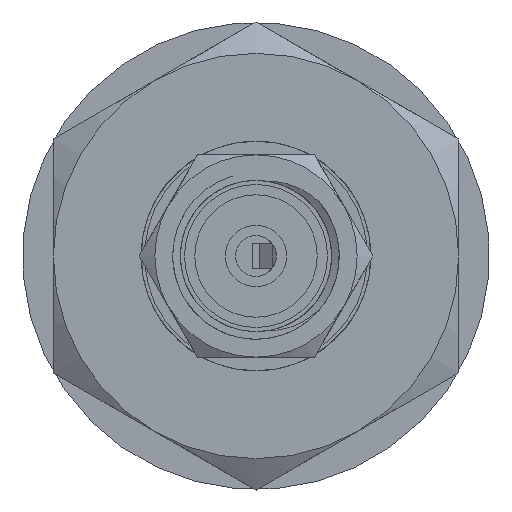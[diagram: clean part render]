
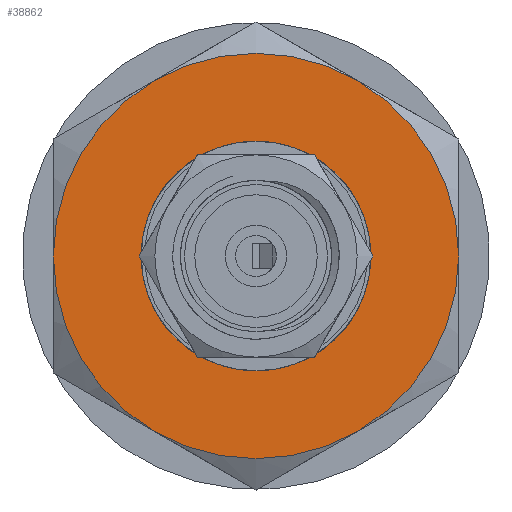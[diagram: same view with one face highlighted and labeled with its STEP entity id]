
A CAD part, left-side view. The second image highlights one B-rep face of the part: STEP entity #38862.
In plain terms, the highlighted planar face has unit normal (-1, 0, 0).
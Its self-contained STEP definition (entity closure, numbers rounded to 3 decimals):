
#2209 = PLANE ( 'NONE',  #138840 ) ;
#6553 = CIRCLE ( 'NONE', #65926, 3.969 ) ;
#8104 = DIRECTION ( 'NONE',  ( 0., 1., 0. ) ) ;
#11602 = CARTESIAN_POINT ( 'NONE',  ( 12.7, 0., 0. ) ) ;
#19578 = DIRECTION ( 'NONE',  ( 0., 1., 0. ) ) ;
#21804 = CARTESIAN_POINT ( 'NONE',  ( 12.7, -3.969, 0. ) ) ;
#22702 = AXIS2_PLACEMENT_3D ( 'NONE', #37458, #52222, #38039 ) ;
#22910 = DIRECTION ( 'NONE',  ( 1., 0., 0. ) ) ;
#27087 = CARTESIAN_POINT ( 'NONE',  ( 12.7, -1.984, 3.437 ) ) ;
#30210 = CARTESIAN_POINT ( 'NONE',  ( 12.7, -1.422, 0. ) ) ;
#35430 = AXIS2_PLACEMENT_3D ( 'NONE', #101597, #61101, #8104 ) ;
#37010 = CARTESIAN_POINT ( 'NONE',  ( 12.7, -1.984, -3.437 ) ) ;
#37458 = CARTESIAN_POINT ( 'NONE',  ( 12.7, 0., 0. ) ) ;
#37792 = ORIENTED_EDGE ( 'NONE', *, *, #44537, .T. ) ;
#38039 = DIRECTION ( 'NONE',  ( 0., 1., 0. ) ) ;
#38862 = ADVANCED_FACE ( 'NONE', ( #67437, #143102 ), #2209, .F. ) ;
#41671 = DIRECTION ( 'NONE',  ( 0., 1., 0. ) ) ;
#44175 = VERTEX_POINT ( 'NONE', #27087 ) ;
#44438 = CARTESIAN_POINT ( 'NONE',  ( 12.7, 1.984, -3.437 ) ) ;
#44537 = EDGE_CURVE ( 'NONE', #160551, #44175, #173392, .T. ) ;
#45990 = EDGE_CURVE ( 'NONE', #150066, #55627, #89192, .T. ) ;
#47082 = ORIENTED_EDGE ( 'NONE', *, *, #50124, .T. ) ;
#50124 = EDGE_CURVE ( 'NONE', #55627, #150066, #115868, .T. ) ;
#52222 = DIRECTION ( 'NONE',  ( 1., 0., 0. ) ) ;
#55627 = VERTEX_POINT ( 'NONE', #30210 ) ;
#60731 = AXIS2_PLACEMENT_3D ( 'NONE', #114324, #102621, #115472 ) ;
#61101 = DIRECTION ( 'NONE',  ( 1., 0., 0. ) ) ;
#62420 = DIRECTION ( 'NONE',  ( 1., 0., 0. ) ) ;
#63070 = EDGE_CURVE ( 'NONE', #172148, #168964, #114223, .T. ) ;
#63358 = AXIS2_PLACEMENT_3D ( 'NONE', #11602, #105620, #109056 ) ;
#64656 = ORIENTED_EDGE ( 'NONE', *, *, #168155, .F. ) ;
#65926 = AXIS2_PLACEMENT_3D ( 'NONE', #153482, #100073, #19578 ) ;
#67437 = FACE_BOUND ( 'NONE', #161898, .T. ) ;
#72440 = ORIENTED_EDGE ( 'NONE', *, *, #109648, .F. ) ;
#78028 = ORIENTED_EDGE ( 'NONE', *, *, #63070, .F. ) ;
#88992 = DIRECTION ( 'NONE',  ( 0., 1., 0. ) ) ;
#89192 = CIRCLE ( 'NONE', #111854, 1.422 ) ;
#90744 = ORIENTED_EDGE ( 'NONE', *, *, #45990, .T. ) ;
#93476 = EDGE_CURVE ( 'NONE', #168964, #94882, #164374, .T. ) ;
#94111 = CIRCLE ( 'NONE', #35430, 3.969 ) ;
#94882 = VERTEX_POINT ( 'NONE', #127784 ) ;
#100073 = DIRECTION ( 'NONE',  ( 1., 0., 0. ) ) ;
#101597 = CARTESIAN_POINT ( 'NONE',  ( 12.7, 0., 0. ) ) ;
#102421 = EDGE_CURVE ( 'NONE', #94882, #44175, #94111, .T. ) ;
#102621 = DIRECTION ( 'NONE',  ( 1., 0., 0. ) ) ;
#104048 = DIRECTION ( 'NONE',  ( 0., 1., 0. ) ) ;
#105620 = DIRECTION ( 'NONE',  ( -1., 0., 0. ) ) ;
#105718 = ORIENTED_EDGE ( 'NONE', *, *, #93476, .F. ) ;
#109056 = DIRECTION ( 'NONE',  ( 0., -1., 0. ) ) ;
#109648 = EDGE_CURVE ( 'NONE', #160551, #152397, #132999, .T. ) ;
#111854 = AXIS2_PLACEMENT_3D ( 'NONE', #156570, #156008, #88992 ) ;
#114223 = CIRCLE ( 'NONE', #164723, 3.969 ) ;
#114324 = CARTESIAN_POINT ( 'NONE',  ( 12.7, 0., 0. ) ) ;
#114896 = CARTESIAN_POINT ( 'NONE',  ( 12.7, 3.969, 0. ) ) ;
#115472 = DIRECTION ( 'NONE',  ( 0., 1., 0. ) ) ;
#115868 = CIRCLE ( 'NONE', #22702, 1.422 ) ;
#115944 = CARTESIAN_POINT ( 'NONE',  ( 12.7, 1.422, 0. ) ) ;
#119399 = ORIENTED_EDGE ( 'NONE', *, *, #102421, .F. ) ;
#127784 = CARTESIAN_POINT ( 'NONE',  ( 12.7, 1.984, 3.437 ) ) ;
#131526 = CARTESIAN_POINT ( 'NONE',  ( 12.7, 0., 0. ) ) ;
#132999 = CIRCLE ( 'NONE', #162681, 3.969 ) ;
#136164 = CARTESIAN_POINT ( 'NONE',  ( 12.7, 4.47, 0. ) ) ;
#138840 = AXIS2_PLACEMENT_3D ( 'NONE', #136164, #149083, #41671 ) ;
#143102 = FACE_OUTER_BOUND ( 'NONE', #164937, .T. ) ;
#143411 = CARTESIAN_POINT ( 'NONE',  ( 12.7, 0., 0. ) ) ;
#145063 = DIRECTION ( 'NONE',  ( 0., 1., 0. ) ) ;
#149083 = DIRECTION ( 'NONE',  ( 1., 0., 0. ) ) ;
#150066 = VERTEX_POINT ( 'NONE', #115944 ) ;
#152397 = VERTEX_POINT ( 'NONE', #37010 ) ;
#153482 = CARTESIAN_POINT ( 'NONE',  ( 12.7, 0., 0. ) ) ;
#156008 = DIRECTION ( 'NONE',  ( 1., 0., 0. ) ) ;
#156570 = CARTESIAN_POINT ( 'NONE',  ( 12.7, 0., 0. ) ) ;
#160551 = VERTEX_POINT ( 'NONE', #21804 ) ;
#161898 = EDGE_LOOP ( 'NONE', ( #90744, #47082 ) ) ;
#162681 = AXIS2_PLACEMENT_3D ( 'NONE', #131526, #22910, #145063 ) ;
#164374 = CIRCLE ( 'NONE', #60731, 3.969 ) ;
#164723 = AXIS2_PLACEMENT_3D ( 'NONE', #143411, #62420, #104048 ) ;
#164937 = EDGE_LOOP ( 'NONE', ( #105718, #78028, #64656, #72440, #37792, #119399 ) ) ;
#168155 = EDGE_CURVE ( 'NONE', #152397, #172148, #6553, .T. ) ;
#168964 = VERTEX_POINT ( 'NONE', #114896 ) ;
#172148 = VERTEX_POINT ( 'NONE', #44438 ) ;
#173392 = CIRCLE ( 'NONE', #63358, 3.969 ) ;
